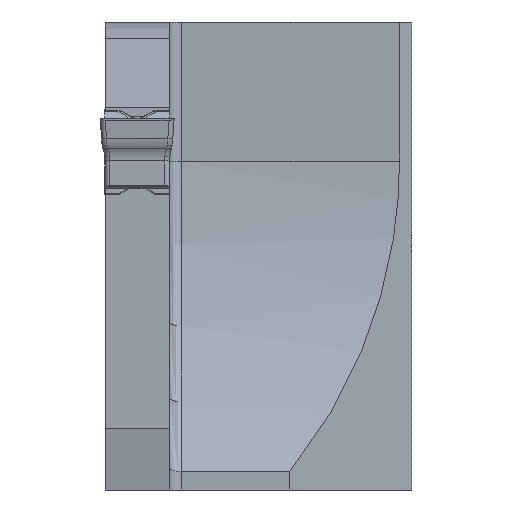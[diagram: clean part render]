
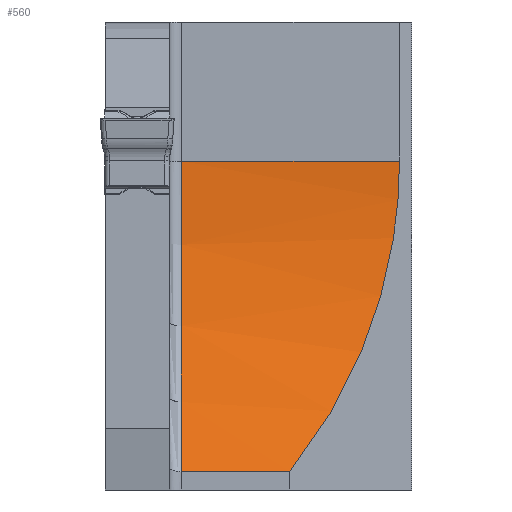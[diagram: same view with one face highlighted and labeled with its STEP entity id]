
A CAD part, front view. The second image highlights one B-rep face of the part: STEP entity #560.
In plain terms, the highlighted cylindrical face has radius 40.064 mm (diameter 80.128 mm), a partial arc.
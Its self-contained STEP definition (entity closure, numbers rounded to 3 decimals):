
#560=ADVANCED_FACE('',(#885),#820,.F.);
#820=CYLINDRICAL_SURFACE('',#4209,40.064);
#885=FACE_OUTER_BOUND('',#1135,.T.);
#1135=EDGE_LOOP('',(#1539,#1540,#1541,#1542));
#1405=CIRCLE('',#4208,40.064);
#1510=ELLIPSE('',#4207,56.659,40.064);
#1539=ORIENTED_EDGE('',*,*,#3150,.F.);
#1540=ORIENTED_EDGE('',*,*,#3151,.T.);
#1541=ORIENTED_EDGE('',*,*,#3152,.F.);
#1542=ORIENTED_EDGE('',*,*,#3153,.T.);
#2771=VERTEX_POINT('',#5289);
#2772=VERTEX_POINT('',#5290);
#2773=VERTEX_POINT('',#5292);
#2774=VERTEX_POINT('',#5294);
#3150=EDGE_CURVE('',#2771,#2772,#3766,.T.);
#3151=EDGE_CURVE('',#2771,#2773,#1510,.T.);
#3152=EDGE_CURVE('',#2774,#2773,#3767,.T.);
#3153=EDGE_CURVE('',#2774,#2772,#1405,.T.);
#3766=LINE('',#5288,#3980);
#3767=LINE('',#5293,#3981);
#3980=VECTOR('',#4493,1.);
#3981=VECTOR('',#4496,1.);
#4207=AXIS2_PLACEMENT_3D('',#5291,#4494,#4495);
#4208=AXIS2_PLACEMENT_3D('',#5295,#4497,#4498);
#4209=AXIS2_PLACEMENT_3D('',#5296,#4499,#4500);
#4493=DIRECTION('',(-1.,0.,0.));
#4494=DIRECTION('',(0.707,-0.707,0.));
#4495=DIRECTION('',(0.707,0.707,0.));
#4496=DIRECTION('',(1.,0.,0.));
#4497=DIRECTION('',(-1.,0.,0.));
#4498=DIRECTION('',(0.,1.,0.));
#4499=DIRECTION('',(1.,0.,0.));
#4500=DIRECTION('',(0.,0.,1.));
#5288=CARTESIAN_POINT('',(-24.53,-145.918,-3.5));
#5289=CARTESIAN_POINT('',(-9.918,-145.918,-3.5));
#5290=CARTESIAN_POINT('',(-18.7,-145.918,-3.5));
#5291=CARTESIAN_POINT('',(-41.064,-177.064,21.7));
#5292=CARTESIAN_POINT('',(-1.,-137.,21.7));
#5293=CARTESIAN_POINT('',(-24.53,-137.,21.7));
#5294=CARTESIAN_POINT('',(-18.7,-137.,21.7));
#5295=CARTESIAN_POINT('',(-18.7,-177.064,21.7));
#5296=CARTESIAN_POINT('',(-24.53,-177.064,21.7));
